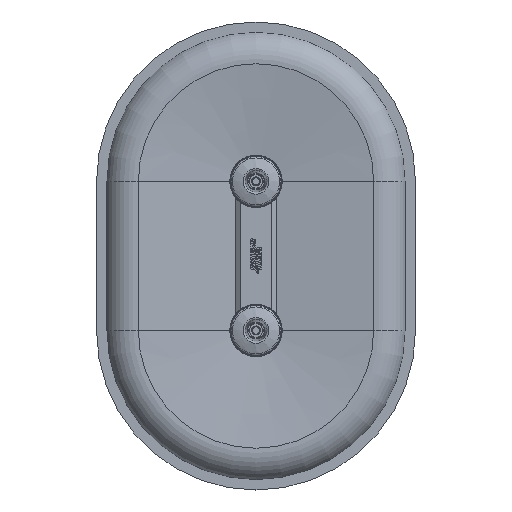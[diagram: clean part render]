
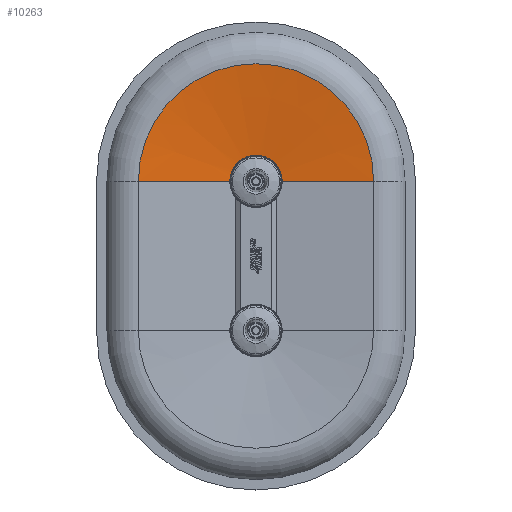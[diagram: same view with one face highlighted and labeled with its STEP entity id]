
A CAD part, top view. The second image highlights one B-rep face of the part: STEP entity #10263.
In plain terms, the highlighted conical face has half-angle 82.745 degrees and reference radius 157.949 mm.
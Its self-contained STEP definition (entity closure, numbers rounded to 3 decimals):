
#1629=CONICAL_SURFACE('',#37789,157.949,82.745);
#3586=FACE_OUTER_BOUND('',#14477,.T.);
#5744=LINE('',#60379,#7878);
#5759=LINE('',#60419,#7893);
#7878=VECTOR('',#44375,1.);
#7893=VECTOR('',#44416,1.);
#10263=ADVANCED_FACE('',(#3586),#1629,.F.);
#14477=EDGE_LOOP('',(#20730,#20731,#20732,#20733));
#20730=ORIENTED_EDGE('',*,*,#31584,.F.);
#20731=ORIENTED_EDGE('',*,*,#31565,.T.);
#20732=ORIENTED_EDGE('',*,*,#31581,.T.);
#20733=ORIENTED_EDGE('',*,*,#31585,.F.);
#27568=VERTEX_POINT('',#60380);
#27569=VERTEX_POINT('',#60381);
#27577=VERTEX_POINT('',#60412);
#27579=VERTEX_POINT('',#60418);
#31565=EDGE_CURVE('',#27568,#27569,#5744,.T.);
#31581=EDGE_CURVE('',#27569,#27577,#35130,.T.);
#31584=EDGE_CURVE('',#27568,#27579,#35132,.T.);
#31585=EDGE_CURVE('',#27579,#27577,#5759,.T.);
#35130=CIRCLE('',#37785,27.365);
#35132=CIRCLE('',#37788,157.949);
#37785=AXIS2_PLACEMENT_3D('',#60411,#44407,#44408);
#37788=AXIS2_PLACEMENT_3D('',#60417,#44414,#44415);
#37789=AXIS2_PLACEMENT_3D('',#60420,#44417,#44418);
#44375=DIRECTION('',(0.992,0.,-0.126));
#44407=DIRECTION('',(0.,0.,-1.));
#44408=DIRECTION('',(-1.,0.,0.));
#44414=DIRECTION('',(0.,0.,-1.));
#44415=DIRECTION('',(-1.,0.,0.));
#44416=DIRECTION('',(-0.992,0.,-0.126));
#44417=DIRECTION('',(0.,0.,1.));
#44418=DIRECTION('',(1.,0.,0.));
#60379=CARTESIAN_POINT('',(-157.949,100.,25.68));
#60380=CARTESIAN_POINT('',(-157.949,100.,25.68));
#60381=CARTESIAN_POINT('',(-27.365,100.,9.056));
#60411=CARTESIAN_POINT('',(0.,100.,9.056));
#60412=CARTESIAN_POINT('',(27.365,100.,9.056));
#60417=CARTESIAN_POINT('',(0.,100.,25.68));
#60418=CARTESIAN_POINT('',(157.949,100.,25.68));
#60419=CARTESIAN_POINT('',(157.949,100.,25.68));
#60420=CARTESIAN_POINT('',(0.,100.,25.68));
